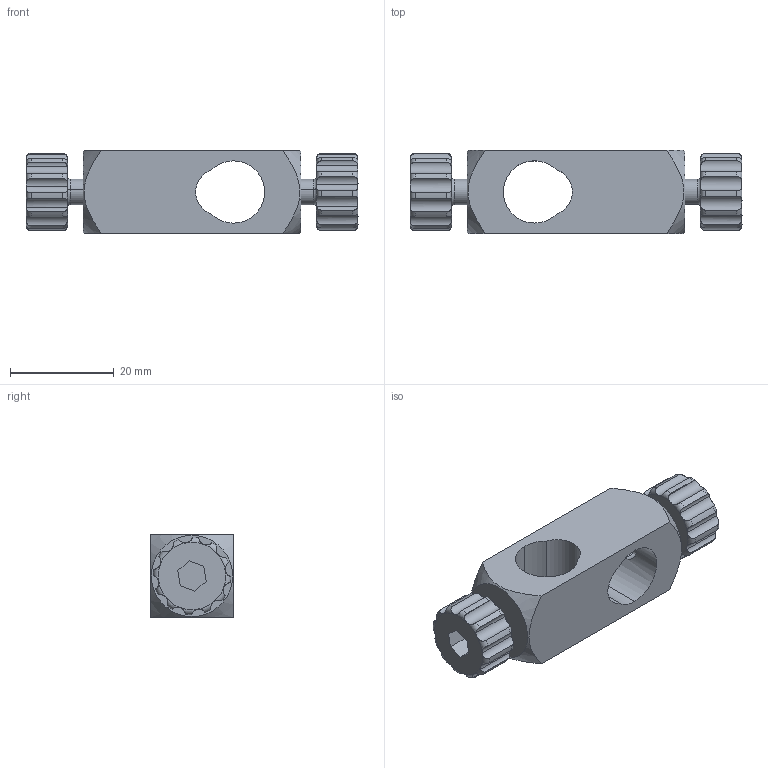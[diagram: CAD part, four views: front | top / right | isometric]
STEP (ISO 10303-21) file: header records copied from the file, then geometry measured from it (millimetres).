
FILE_DESCRIPTION (( 'STEP AP203' ), '1' );
FILE_NAME ('02CAP-1(M)-A.STEP', '2021-07-29T00:59:34', ( '' ), ( '' ), 'SwSTEP 2.0', 'SolidWorks 2020', '' );
FILE_SCHEMA (( 'CONFIG_CONTROL_DESIGN' ));
Length unit declared in the file: millimetre
Products named in the file (1): 02CAP-1(M)-A
Bounding box: 64 x 16 x 16 mm (x, y, z)
Volume: 9063.1 mm3; surface area: 5855.5 mm2
Topology: 3 solids, 3 shells, 158 faces, 390 edges, 242 vertices
Faces by surface type: cylinder 74, torus 52, plane 24, cone 4, sphere 4
Entity records: 5969 total; most frequent: CARTESIAN_POINT 2281, ORIENTED_EDGE 780, DIRECTION 724, EDGE_CURVE 390, AXIS2_PLACEMENT_3D 303, VERTEX_POINT 242, EDGE_LOOP 170, ADVANCED_FACE 158
